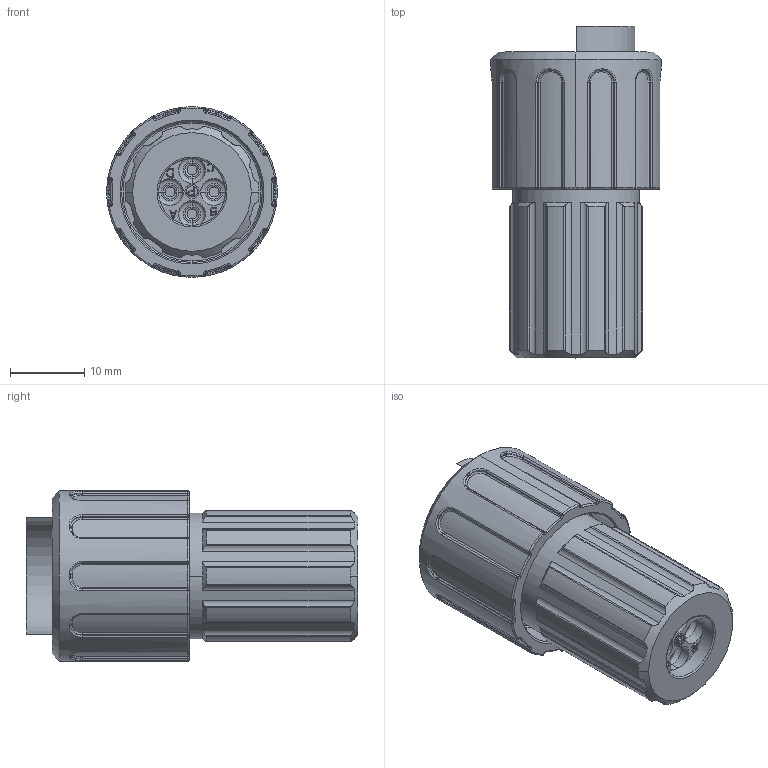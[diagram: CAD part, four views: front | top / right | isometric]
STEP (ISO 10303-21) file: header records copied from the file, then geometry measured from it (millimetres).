
FILE_DESCRIPTION((''),'2;1');
FILE_NAME('RTS6BS10N4PHEC_ASM','2020-06-24T',('blink.zhou'),(''),'PRO/ENGINEER BY PARAMETRIC TECHNOLOGY CORPORATION, 2012230','PRO/ENGINEER BY PARAMETRIC TECHNOLOGY CORPORATION, 2012230','');
FILE_SCHEMA(('CONFIG_CONTROL_DESIGN'));
Length unit declared in the file: millimetre
Products named in the file (1): RTS6BS10N4PHEC_ASM
Bounding box: 23 x 44.75 x 23 mm (x, y, z)
Volume: 9731.5 mm3; surface area: 11545.5 mm2
Topology: 2 solids, 9 shells, 1212 faces, 3198 edges, 2033 vertices
Faces by surface type: plane 556, cylinder 292, torus 159, bspline 106, cone 65, sphere 30, revolution 4
Entity records: 45852 total; most frequent: CARTESIAN_POINT 16203, ORIENTED_EDGE 6392, DIRECTION 5957, EDGE_CURVE 3198, AXIS2_PLACEMENT_3D 2103, VERTEX_POINT 2033, VECTOR 1747, LINE 1747
